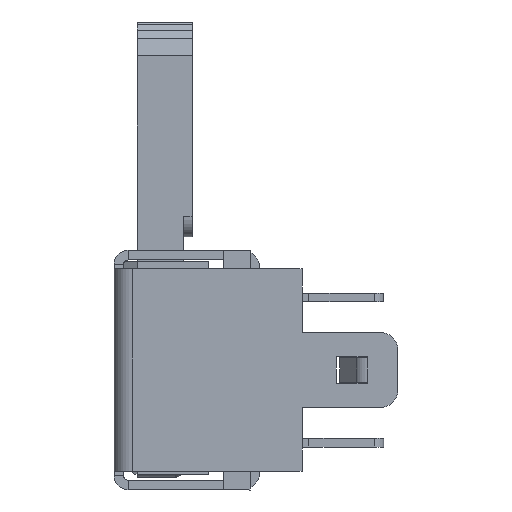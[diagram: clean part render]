
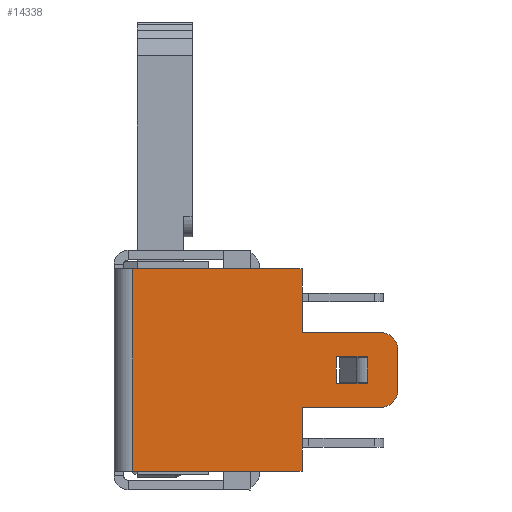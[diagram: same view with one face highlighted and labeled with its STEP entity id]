
A CAD part, left-side view. The second image highlights one B-rep face of the part: STEP entity #14338.
In plain terms, the highlighted planar face has unit normal (-1, 0, 0).
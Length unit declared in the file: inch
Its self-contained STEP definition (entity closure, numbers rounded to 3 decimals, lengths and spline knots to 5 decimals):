
#96=FACE_BOUND('',#1822,.T.);
#489=PLANE('',#15348);
#1108=FACE_OUTER_BOUND('',#1821,.T.);
#1821=EDGE_LOOP('',(#12270,#12271,#12272,#12273,#12274,#12275,#12276,#12277,
#12278,#12279));
#1822=EDGE_LOOP('',(#12280,#12281,#12282,#12283,#12284,#12285));
#2215=CIRCLE('',#15349,0.04);
#2216=CIRCLE('',#15350,0.04);
#3687=LINE('',#23318,#5266);
#3688=LINE('',#23320,#5267);
#3689=LINE('',#23322,#5268);
#3690=LINE('',#23324,#5269);
#3691=LINE('',#23326,#5270);
#3692=LINE('',#23328,#5271);
#3693=LINE('',#23330,#5272);
#3694=LINE('',#23333,#5273);
#3695=LINE('',#23335,#5274);
#3696=LINE('',#23337,#5275);
#3697=LINE('',#23339,#5276);
#3698=LINE('',#23341,#5277);
#3699=LINE('',#23343,#5278);
#3700=LINE('',#23344,#5279);
#5266=VECTOR('',#18679,0.3937);
#5267=VECTOR('',#18680,0.3937);
#5268=VECTOR('',#18681,0.3937);
#5269=VECTOR('',#18682,0.3937);
#5270=VECTOR('',#18683,0.3937);
#5271=VECTOR('',#18684,0.3937);
#5272=VECTOR('',#18685,0.3937);
#5273=VECTOR('',#18688,0.3937);
#5274=VECTOR('',#18689,0.3937);
#5275=VECTOR('',#18690,0.3937);
#5276=VECTOR('',#18691,0.3937);
#5277=VECTOR('',#18692,0.3937);
#5278=VECTOR('',#18693,0.3937);
#5279=VECTOR('',#18694,0.3937);
#6732=VERTEX_POINT('',#23268);
#6751=VERTEX_POINT('',#23314);
#6752=VERTEX_POINT('',#23315);
#6753=VERTEX_POINT('',#23317);
#6754=VERTEX_POINT('',#23319);
#6755=VERTEX_POINT('',#23321);
#6756=VERTEX_POINT('',#23323);
#6757=VERTEX_POINT('',#23325);
#6758=VERTEX_POINT('',#23327);
#6759=VERTEX_POINT('',#23329);
#6760=VERTEX_POINT('',#23331);
#6761=VERTEX_POINT('',#23334);
#6762=VERTEX_POINT('',#23336);
#6763=VERTEX_POINT('',#23338);
#6764=VERTEX_POINT('',#23340);
#6765=VERTEX_POINT('',#23342);
#8653=EDGE_CURVE('',#6751,#6752,#2215,.T.);
#8654=EDGE_CURVE('',#6753,#6751,#3687,.T.);
#8655=EDGE_CURVE('',#6753,#6754,#3688,.T.);
#8656=EDGE_CURVE('',#6754,#6755,#3689,.T.);
#8657=EDGE_CURVE('',#6756,#6755,#3690,.T.);
#8658=EDGE_CURVE('',#6756,#6757,#3691,.T.);
#8659=EDGE_CURVE('',#6757,#6758,#3692,.T.);
#8660=EDGE_CURVE('',#6758,#6759,#3693,.T.);
#8661=EDGE_CURVE('',#6760,#6759,#2216,.T.);
#8662=EDGE_CURVE('',#6760,#6752,#3694,.T.);
#8663=EDGE_CURVE('',#6732,#6761,#3695,.T.);
#8664=EDGE_CURVE('',#6732,#6762,#3696,.T.);
#8665=EDGE_CURVE('',#6762,#6763,#3697,.T.);
#8666=EDGE_CURVE('',#6763,#6764,#3698,.T.);
#8667=EDGE_CURVE('',#6764,#6765,#3699,.T.);
#8668=EDGE_CURVE('',#6765,#6761,#3700,.T.);
#12270=ORIENTED_EDGE('',*,*,#8653,.F.);
#12271=ORIENTED_EDGE('',*,*,#8654,.F.);
#12272=ORIENTED_EDGE('',*,*,#8655,.T.);
#12273=ORIENTED_EDGE('',*,*,#8656,.T.);
#12274=ORIENTED_EDGE('',*,*,#8657,.F.);
#12275=ORIENTED_EDGE('',*,*,#8658,.T.);
#12276=ORIENTED_EDGE('',*,*,#8659,.T.);
#12277=ORIENTED_EDGE('',*,*,#8660,.T.);
#12278=ORIENTED_EDGE('',*,*,#8661,.F.);
#12279=ORIENTED_EDGE('',*,*,#8662,.T.);
#12280=ORIENTED_EDGE('',*,*,#8663,.F.);
#12281=ORIENTED_EDGE('',*,*,#8664,.T.);
#12282=ORIENTED_EDGE('',*,*,#8665,.T.);
#12283=ORIENTED_EDGE('',*,*,#8666,.T.);
#12284=ORIENTED_EDGE('',*,*,#8667,.T.);
#12285=ORIENTED_EDGE('',*,*,#8668,.T.);
#14338=ADVANCED_FACE('',(#1108,#96),#489,.T.);
#15348=AXIS2_PLACEMENT_3D('',#23313,#18675,#18676);
#15349=AXIS2_PLACEMENT_3D('',#23316,#18677,#18678);
#15350=AXIS2_PLACEMENT_3D('',#23332,#18686,#18687);
#18675=DIRECTION('center_axis',(-1.,0.,0.));
#18676=DIRECTION('ref_axis',(0.,-1.,0.));
#18677=DIRECTION('center_axis',(1.,0.,0.));
#18678=DIRECTION('ref_axis',(0.,-0.707,0.707));
#18679=DIRECTION('',(0.,-1.,0.));
#18680=DIRECTION('',(0.,0.,1.));
#18681=DIRECTION('',(0.,1.,0.));
#18682=DIRECTION('',(0.,0.,1.));
#18683=DIRECTION('',(0.,-1.,0.));
#18684=DIRECTION('',(0.,0.,1.));
#18685=DIRECTION('',(0.,-1.,0.));
#18686=DIRECTION('center_axis',(1.,0.,0.));
#18687=DIRECTION('ref_axis',(0.,-0.707,-0.707));
#18688=DIRECTION('',(0.,0.,1.));
#18689=DIRECTION('',(0.,0.,1.));
#18690=DIRECTION('',(0.,0.,-1.));
#18691=DIRECTION('',(0.,1.,0.));
#18692=DIRECTION('',(0.,0.,1.));
#18693=DIRECTION('',(0.,-1.,0.));
#18694=DIRECTION('',(0.,0.,-1.));
#23268=CARTESIAN_POINT('',(-0.25479,-0.19031,0.43774));
#23313=CARTESIAN_POINT('Origin',(-0.25479,0.374,0.46574));
#23314=CARTESIAN_POINT('',(-0.25479,-0.22,0.55074));
#23315=CARTESIAN_POINT('',(-0.25479,-0.26,0.51074));
#23316=CARTESIAN_POINT('Origin',(-0.25479,-0.22,0.51074));
#23317=CARTESIAN_POINT('',(-0.25479,-0.042,0.55074));
#23318=CARTESIAN_POINT('',(-0.25479,-0.042,0.55074));
#23319=CARTESIAN_POINT('',(-0.25479,-0.042,0.69574));
#23320=CARTESIAN_POINT('',(-0.25479,-0.042,0.69574));
#23321=CARTESIAN_POINT('',(-0.25479,0.343,0.69574));
#23322=CARTESIAN_POINT('',(-0.25479,0.3795,0.69574));
#23323=CARTESIAN_POINT('',(-0.25479,0.343,0.23574));
#23324=CARTESIAN_POINT('',(-0.25479,0.343,0.46574));
#23325=CARTESIAN_POINT('',(-0.25479,-0.042,0.23574));
#23326=CARTESIAN_POINT('',(-0.25479,0.3795,0.23574));
#23327=CARTESIAN_POINT('',(-0.25479,-0.042,0.38074));
#23328=CARTESIAN_POINT('',(-0.25479,-0.042,0.69574));
#23329=CARTESIAN_POINT('',(-0.25479,-0.22,0.38074));
#23330=CARTESIAN_POINT('',(-0.25479,-0.042,0.38074));
#23331=CARTESIAN_POINT('',(-0.25479,-0.26,0.42074));
#23332=CARTESIAN_POINT('Origin',(-0.25479,-0.22,
0.42074));
#23333=CARTESIAN_POINT('',(-0.25479,-0.26,0.55074));
#23334=CARTESIAN_POINT('',(-0.25479,-0.19031,0.49374));
#23335=CARTESIAN_POINT('',(-0.25479,-0.19031,0.60174));
#23336=CARTESIAN_POINT('',(-0.25479,-0.19031,0.43574));
#23337=CARTESIAN_POINT('',(-0.25479,-0.19031,0.45074));
#23338=CARTESIAN_POINT('',(-0.25479,-0.12,0.43574));
#23339=CARTESIAN_POINT('',(-0.25479,0.127,0.43574));
#23340=CARTESIAN_POINT('',(-0.25479,-0.12,0.49574));
#23341=CARTESIAN_POINT('',(-0.25479,-0.12,0.48074));
#23342=CARTESIAN_POINT('',(-0.25479,-0.19031,0.49574));
#23343=CARTESIAN_POINT('',(-0.25479,0.09185,0.49574));
#23344=CARTESIAN_POINT('',(-0.25479,-0.19031,0.47974));
